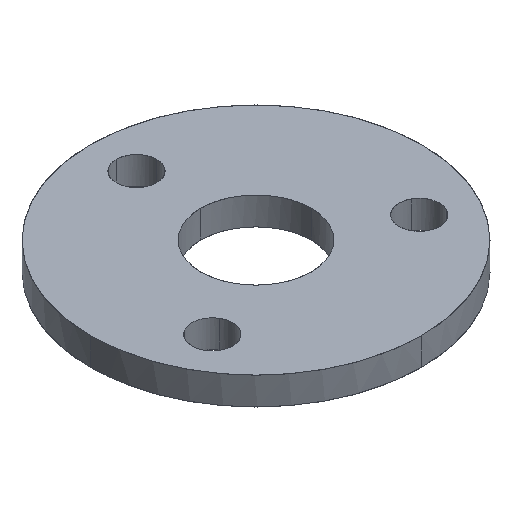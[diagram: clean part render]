
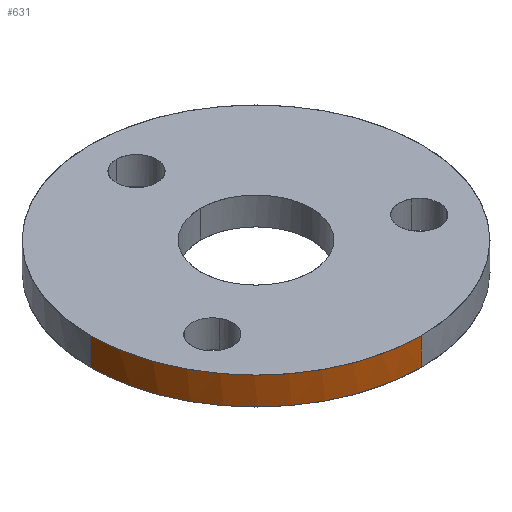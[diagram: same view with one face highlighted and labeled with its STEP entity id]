
A CAD part, isometric view. The second image highlights one B-rep face of the part: STEP entity #631.
In plain terms, the highlighted free-form (B-spline) face has degree [2, 1] with [3, 2] control points.
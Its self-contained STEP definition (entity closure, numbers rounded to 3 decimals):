
#592=(
BOUNDED_SURFACE()
B_SPLINE_SURFACE(2,1,((#593,#594),(#595,#596),(#597,#598)),.UNSPECIFIED.,.F.,.F.,.F.)
B_SPLINE_SURFACE_WITH_KNOTS((3,3),(2,2),(0.000,1.000),(0.000,1.000),.UNSPECIFIED.)
GEOMETRIC_REPRESENTATION_ITEM()
RATIONAL_B_SPLINE_SURFACE(((1.,1.),(0.707,0.707),(1.,1.)))
REPRESENTATION_ITEM('')
SURFACE()
);
#593=CARTESIAN_POINT('',(0.,-13.514,2.252));
#594=CARTESIAN_POINT('',(0.,-13.514,0.));
#595=CARTESIAN_POINT('',(-13.514,-13.514,2.252));
#596=CARTESIAN_POINT('',(-13.514,-13.514,0.));
#597=CARTESIAN_POINT('',(-13.514,0.,2.252));
#598=CARTESIAN_POINT('',(-13.514,0.,0.));
#599=CARTESIAN_POINT('',(0.,-13.514,2.252));
#600=VERTEX_POINT('',#599);
#601=(
BOUNDED_CURVE()
B_SPLINE_CURVE(1,(#602,#603),.UNSPECIFIED.,.F.,.F.)
B_SPLINE_CURVE_WITH_KNOTS((2,2),(0.000,1.000),.UNSPECIFIED.)
CURVE()
GEOMETRIC_REPRESENTATION_ITEM()
RATIONAL_B_SPLINE_CURVE((1.,1.))
REPRESENTATION_ITEM('')
);
#602=CARTESIAN_POINT('',(0.,-13.514,2.252));
#603=CARTESIAN_POINT('',(0.,-13.514,0.));
#604=CARTESIAN_POINT('',(0.,-13.514,0.));
#605=VERTEX_POINT('',#604);
#606=EDGE_CURVE('',#600,#605,#601,.T.);
#607=ORIENTED_EDGE('',*,*,#606,.T.);
#608=(
BOUNDED_CURVE()
B_SPLINE_CURVE(2,(#609,#610,#611),.UNSPECIFIED.,.F.,.F.)
B_SPLINE_CURVE_WITH_KNOTS((3,3),(0.000,1.000),.UNSPECIFIED.)
CURVE()
GEOMETRIC_REPRESENTATION_ITEM()
RATIONAL_B_SPLINE_CURVE((1.,0.707,1.))
REPRESENTATION_ITEM('')
);
#609=CARTESIAN_POINT('',(0.,-13.514,0.));
#610=CARTESIAN_POINT('',(-13.514,-13.514,0.));
#611=CARTESIAN_POINT('',(-13.514,0.,0.));
#612=CARTESIAN_POINT('',(-13.514,0.,0.));
#613=VERTEX_POINT('',#612);
#614=EDGE_CURVE('',#605,#613,#608,.T.);
#615=ORIENTED_EDGE('',*,*,#614,.T.);
#616=(
BOUNDED_CURVE()
B_SPLINE_CURVE(1,(#617,#618),.UNSPECIFIED.,.F.,.F.)
B_SPLINE_CURVE_WITH_KNOTS((2,2),(0.000,1.000),.UNSPECIFIED.)
CURVE()
GEOMETRIC_REPRESENTATION_ITEM()
RATIONAL_B_SPLINE_CURVE((1.,1.))
REPRESENTATION_ITEM('')
);
#617=CARTESIAN_POINT('',(-13.514,0.,0.));
#618=CARTESIAN_POINT('',(-13.514,0.,2.252));
#619=CARTESIAN_POINT('',(-13.514,0.,2.252));
#620=VERTEX_POINT('',#619);
#621=EDGE_CURVE('',#613,#620,#616,.T.);
#622=ORIENTED_EDGE('',*,*,#621,.T.);
#623=(
BOUNDED_CURVE()
B_SPLINE_CURVE(2,(#624,#625,#626),.UNSPECIFIED.,.F.,.F.)
B_SPLINE_CURVE_WITH_KNOTS((3,3),(0.000,1.000),.UNSPECIFIED.)
CURVE()
GEOMETRIC_REPRESENTATION_ITEM()
RATIONAL_B_SPLINE_CURVE((1.,0.707,1.))
REPRESENTATION_ITEM('')
);
#624=CARTESIAN_POINT('',(-13.514,0.,2.252));
#625=CARTESIAN_POINT('',(-13.514,-13.514,2.252));
#626=CARTESIAN_POINT('',(0.,-13.514,2.252));
#627=EDGE_CURVE('',#620,#600,#623,.T.);
#628=ORIENTED_EDGE('',*,*,#627,.T.);
#629=EDGE_LOOP('',(#607,#615,#622,#628));
#630=FACE_OUTER_BOUND('',#629,.T.);
#631=ADVANCED_FACE('',(#630),#592,.T.);
